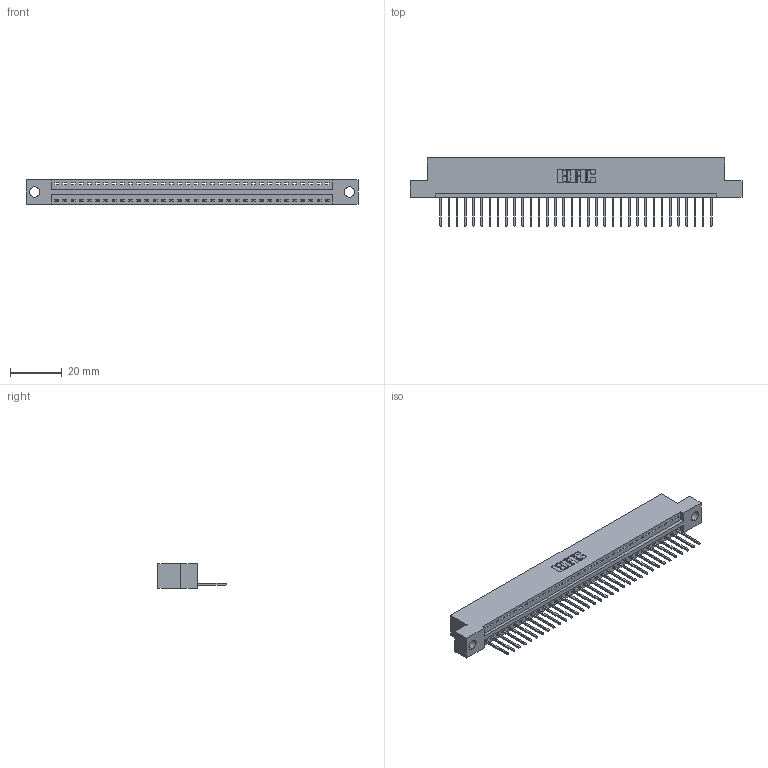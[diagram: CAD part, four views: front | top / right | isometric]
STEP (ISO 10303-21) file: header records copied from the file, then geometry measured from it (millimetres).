
FILE_DESCRIPTION (( 'STEP AP203' ), '1' );
FILE_NAME ('346-034-522-104.STEP', '2018-08-23T22:05:28', ( '' ), ( '' ), 'SwSTEP 2.0', 'SolidWorks 2016', '' );
FILE_SCHEMA (( 'CONFIG_CONTROL_DESIGN' ));
Length unit declared in the file: inch
Products named in the file (3): 346-034-522-104; 346 Part_Flush Mounting Lugs - 0.156 Dia-TH; 345-292-001_345-293-122
Assembly tree (35 placements, depth 2):
  346-034-522-104
    346 Part_Flush Mounting Lugs - 0.156 Dia-TH
    345-292-001_345-293-122  x34
Bounding box: 128.52 x 26.42 x 9.4 mm (x, y, z)
Volume: 12163.9 mm3; surface area: 15047 mm2
Topology: 35 solids, 35 shells, 2094 faces, 6313 edges, 4162 vertices
Faces by surface type: plane 1436, cylinder 658
Entity records: 22199 total; most frequent: CARTESIAN_POINT 3814, ORIENTED_EDGE 3782, DIRECTION 3375, EDGE_CURVE 1891, LINE 1623, VECTOR 1623, VERTEX_POINT 1258, AXIS2_PLACEMENT_3D 876
